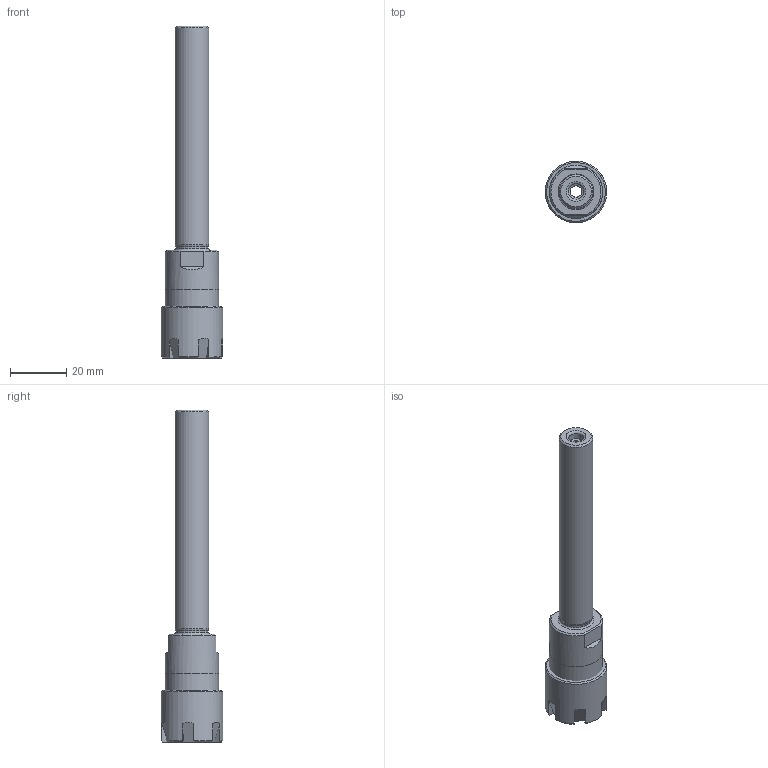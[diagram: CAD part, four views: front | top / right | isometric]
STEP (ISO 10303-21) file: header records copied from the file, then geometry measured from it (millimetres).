
FILE_DESCRIPTION(/* description */ ('Alibre Inc.'),/* implementation_level */ '2;1');
FILE_NAME(/* name */ 'export-52F9F64A-7E25-4D31-A16D-D0CE3B94763D',/* time_stamp */ '2023-12-08T18:28:16+01:00',/* author */ (''),/* organization */ (''),/* preprocessor_version */ 'ST-DEVELOPER v17',/* originating_system */ 'Alibre',/* authorisation */ '');
FILE_SCHEMA (('AUTOMOTIVE_DESIGN'));
Length unit declared in the file: millimetre
Products named in the file (3): NOCUT; 1
Bounding box: 22 x 21.98 x 118.5 mm (x, y, z)
Volume: 13828.5 mm3; surface area: 10102.8 mm2
Topology: 2 solids, 2 shells, 74 faces, 189 edges, 122 vertices
Faces by surface type: plane 31, cone 20, cylinder 14, torus 9
Full cylindrical faces by diameter (mm): 4.134 x2, 5.5 x1, 7 x1, 10.5 x1, 11.6 x1, 12 x1, 12.8 x1, 17 x1, 17.917 x1, 19 x2, 19.3 x1, 22 x1
Entity records: 2311 total; most frequent: CARTESIAN_POINT 437, ORIENTED_EDGE 378, DIRECTION 352, EDGE_CURVE 189, AXIS2_PLACEMENT_3D 157, VERTEX_POINT 122, EDGE_LOOP 81, FACE_BOUND 81
